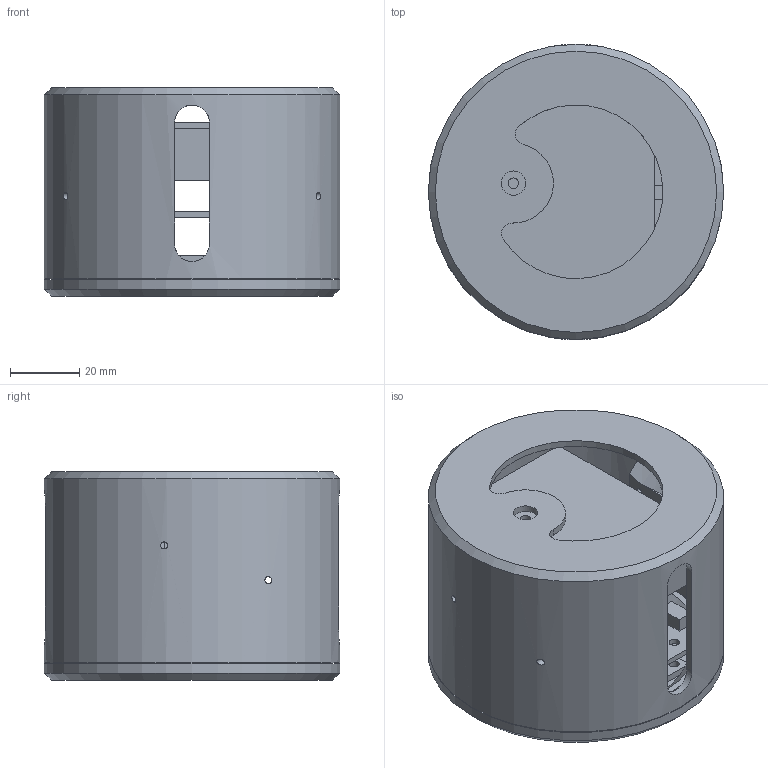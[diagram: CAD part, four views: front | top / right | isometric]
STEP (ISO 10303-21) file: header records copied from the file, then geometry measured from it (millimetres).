
FILE_DESCRIPTION(/* description */ (''),/* implementation_level */ '2;1');
FILE_NAME(/* name */ 'Internal Enclosure v13.step',/* time_stamp */ '2019-08-07T15:01:36+07:00',/* author */ (''),/* organization */ (''),/* preprocessor_version */ 'ST-DEVELOPER v18',/* originating_system */ 'Autodesk Translation Framework v8.2.0.1029',/* authorisation */ '');
FILE_SCHEMA (('AUTOMOTIVE_DESIGN { 1 0 10303 214 3 1 1 }'));
Length unit declared in the file: millimetre
Products named in the file (5): Internal Enclosure; particle_mesh_grove_base_mockup; dust sensor; smaller sensor mockup; smaller sensor mockup v3(Mirror)
Assembly tree (4 placements, depth 2):
  Internal Enclosure
    particle_mesh_grove_base_mockup
    dust sensor
    smaller sensor mockup
    smaller sensor mockup v3(Mirror)
Bounding box: 85 x 85 x 60 mm (x, y, z)
Volume: 102314.1 mm3; surface area: 78550.8 mm2
Topology: 22 solids, 22 shells, 273 faces, 662 edges, 437 vertices
Faces by surface type: plane 201, cylinder 62, cone 10
Full cylindrical faces by diameter (mm): 2 x10, 3 x9, 5 x1, 7 x1, 40 x1, 75.6 x1, 81 x1, 85 x2
Entity records: 8471 total; most frequent: CARTESIAN_POINT 1731, DIRECTION 1329, ORIENTED_EDGE 1324, EDGE_CURVE 662, LINE 479, VECTOR 479, VERTEX_POINT 437, AXIS2_PLACEMENT_3D 425
